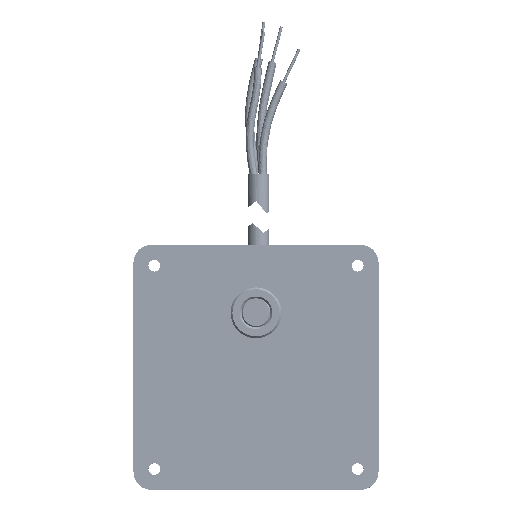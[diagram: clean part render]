
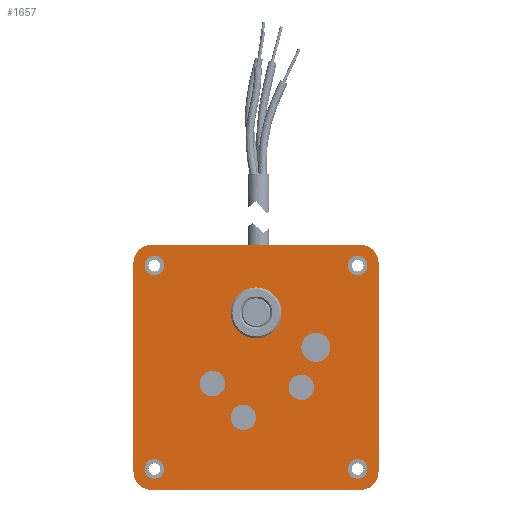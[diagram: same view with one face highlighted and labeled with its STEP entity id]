
A CAD part, top view. The second image highlights one B-rep face of the part: STEP entity #1657.
In plain terms, the highlighted planar face has unit normal (0, 0, 1).
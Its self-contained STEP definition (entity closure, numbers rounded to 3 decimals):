
#1302=CARTESIAN_POINT('',(20.5,5.5,3.));
#1303=VERTEX_POINT('',#1302);
#1304=CARTESIAN_POINT('',(16.5,5.5,3.));
#1305=DIRECTION('',(0.0,0.0,-1.0));
#1306=DIRECTION('',(-1.0,0.0,0.0));
#1307=AXIS2_PLACEMENT_3D('',#1304,#1305,#1306);
#1308=CIRCLE('',#1307,4.0);
#1309=EDGE_CURVE('',#1303,#1303,#1308,.T.);
#1362=CARTESIAN_POINT('',(16.0,-5.5,3.));
#1363=VERTEX_POINT('',#1362);
#1364=CARTESIAN_POINT('',(12.5,-5.5,3.));
#1365=DIRECTION('',(0.0,0.0,-1.0));
#1366=DIRECTION('',(-1.0,0.0,0.0));
#1367=AXIS2_PLACEMENT_3D('',#1364,#1365,#1366);
#1368=CIRCLE('',#1367,3.5);
#1369=EDGE_CURVE('',#1363,#1363,#1368,.T.);
#1422=CARTESIAN_POINT('',(0.0,-13.8,3.));
#1423=VERTEX_POINT('',#1422);
#1424=CARTESIAN_POINT('',(-3.5,-13.8,3.));
#1425=DIRECTION('',(0.0,0.0,-1.0));
#1426=DIRECTION('',(-1.0,0.0,0.0));
#1427=AXIS2_PLACEMENT_3D('',#1424,#1425,#1426);
#1428=CIRCLE('',#1427,3.5);
#1429=EDGE_CURVE('',#1423,#1423,#1428,.T.);
#1482=CARTESIAN_POINT('',(-8.5,-4.5,3.));
#1483=VERTEX_POINT('',#1482);
#1484=CARTESIAN_POINT('',(-12.,-4.5,3.));
#1485=DIRECTION('',(0.0,0.0,-1.0));
#1486=DIRECTION('',(-1.0,0.0,0.0));
#1487=AXIS2_PLACEMENT_3D('',#1484,#1485,#1486);
#1488=CIRCLE('',#1487,3.5);
#1489=EDGE_CURVE('',#1483,#1483,#1488,.T.);
#1506=CARTESIAN_POINT('',(0.,0.,3.));
#1507=DIRECTION('',(0.0,0.0,1.0));
#1508=DIRECTION('',(1.0,0.0,0.0));
#1509=AXIS2_PLACEMENT_3D('',#1506,#1507,#1508);
#1510=PLANE('',#1509);
#1511=CARTESIAN_POINT('',(28.75,33.75,3.));
#1512=VERTEX_POINT('',#1511);
#1513=CARTESIAN_POINT('',(33.75,28.75,3.));
#1514=VERTEX_POINT('',#1513);
#1515=CARTESIAN_POINT('',(28.75,28.75,3.));
#1516=DIRECTION('',(0.0,0.0,-1.0));
#1517=DIRECTION('',(-1.0,0.0,0.0));
#1518=AXIS2_PLACEMENT_3D('',#1515,#1516,#1517);
#1519=CIRCLE('',#1518,5.0);
#1520=EDGE_CURVE('',#1512,#1514,#1519,.T.);
#1521=ORIENTED_EDGE('',*,*,#1520,.F.);
#1522=CARTESIAN_POINT('',(-28.75,33.75,3.));
#1523=VERTEX_POINT('',#1522);
#1524=CARTESIAN_POINT('',(-28.75,33.75,3.));
#1525=DIRECTION('',(1.0,0.0,0.0));
#1526=VECTOR('',#1525,57.5);
#1527=LINE('',#1524,#1526);
#1528=EDGE_CURVE('',#1523,#1512,#1527,.T.);
#1529=ORIENTED_EDGE('',*,*,#1528,.F.);
#1530=CARTESIAN_POINT('',(-33.75,28.75,3.));
#1531=VERTEX_POINT('',#1530);
#1532=CARTESIAN_POINT('',(-28.75,28.75,3.));
#1533=DIRECTION('',(0.0,0.0,-1.0));
#1534=DIRECTION('',(0.0,-1.0,0.0));
#1535=AXIS2_PLACEMENT_3D('',#1532,#1533,#1534);
#1536=CIRCLE('',#1535,5.0);
#1537=EDGE_CURVE('',#1531,#1523,#1536,.T.);
#1538=ORIENTED_EDGE('',*,*,#1537,.F.);
#1539=CARTESIAN_POINT('',(-33.75,-28.75,3.));
#1540=VERTEX_POINT('',#1539);
#1541=CARTESIAN_POINT('',(-33.75,-28.75,3.));
#1542=DIRECTION('',(0.0,1.0,0.0));
#1543=VECTOR('',#1542,57.5);
#1544=LINE('',#1541,#1543);
#1545=EDGE_CURVE('',#1540,#1531,#1544,.T.);
#1546=ORIENTED_EDGE('',*,*,#1545,.F.);
#1547=CARTESIAN_POINT('',(-28.75,-33.75,3.));
#1548=VERTEX_POINT('',#1547);
#1549=CARTESIAN_POINT('',(-28.75,-28.75,3.));
#1550=DIRECTION('',(0.0,0.0,-1.0));
#1551=DIRECTION('',(1.0,0.0,0.0));
#1552=AXIS2_PLACEMENT_3D('',#1549,#1550,#1551);
#1553=CIRCLE('',#1552,5.0);
#1554=EDGE_CURVE('',#1548,#1540,#1553,.T.);
#1555=ORIENTED_EDGE('',*,*,#1554,.F.);
#1556=CARTESIAN_POINT('',(28.75,-33.75,3.));
#1557=VERTEX_POINT('',#1556);
#1558=CARTESIAN_POINT('',(28.75,-33.75,3.));
#1559=DIRECTION('',(-1.0,0.0,0.0));
#1560=VECTOR('',#1559,57.5);
#1561=LINE('',#1558,#1560);
#1562=EDGE_CURVE('',#1557,#1548,#1561,.T.);
#1563=ORIENTED_EDGE('',*,*,#1562,.F.);
#1564=CARTESIAN_POINT('',(33.75,-28.75,3.));
#1565=VERTEX_POINT('',#1564);
#1566=CARTESIAN_POINT('',(28.75,-28.75,3.));
#1567=DIRECTION('',(0.0,0.0,-1.0));
#1568=DIRECTION('',(0.0,1.0,0.0));
#1569=AXIS2_PLACEMENT_3D('',#1566,#1567,#1568);
#1570=CIRCLE('',#1569,5.0);
#1571=EDGE_CURVE('',#1565,#1557,#1570,.T.);
#1572=ORIENTED_EDGE('',*,*,#1571,.F.);
#1573=CARTESIAN_POINT('',(33.75,28.75,3.));
#1574=DIRECTION('',(0.0,-1.0,0.0));
#1575=VECTOR('',#1574,57.5);
#1576=LINE('',#1573,#1575);
#1577=EDGE_CURVE('',#1514,#1565,#1576,.T.);
#1578=ORIENTED_EDGE('',*,*,#1577,.F.);
#1579=EDGE_LOOP('',(#1521,#1529,#1538,#1546,#1555,#1563,#1572,#1578));
#1580=FACE_OUTER_BOUND('',#1579,.T.);
#1581=ORIENTED_EDGE('',*,*,#1309,.T.);
#1582=EDGE_LOOP('',(#1581));
#1583=FACE_BOUND('',#1582,.T.);
#1584=ORIENTED_EDGE('',*,*,#1369,.T.);
#1585=EDGE_LOOP('',(#1584));
#1586=FACE_BOUND('',#1585,.T.);
#1587=ORIENTED_EDGE('',*,*,#1429,.T.);
#1588=EDGE_LOOP('',(#1587));
#1589=FACE_BOUND('',#1588,.T.);
#1590=ORIENTED_EDGE('',*,*,#1489,.T.);
#1591=EDGE_LOOP('',(#1590));
#1592=FACE_BOUND('',#1591,.T.);
#1593=CARTESIAN_POINT('',(6.,14.994,3.));
#1594=VERTEX_POINT('',#1593);
#1595=CARTESIAN_POINT('',(-6.,14.994,3.));
#1596=VERTEX_POINT('',#1595);
#1597=CARTESIAN_POINT('',(0.0,14.988,3.));
#1598=DIRECTION('',(0.0,0.0,-1.0));
#1599=DIRECTION('',(0.0,1.0,0.0));
#1600=AXIS2_PLACEMENT_3D('',#1597,#1598,#1599);
#1601=CIRCLE('',#1600,6.);
#1602=EDGE_CURVE('',#1594,#1596,#1601,.T.);
#1603=ORIENTED_EDGE('',*,*,#1602,.T.);
#1604=CARTESIAN_POINT('',(0.0,15.0,3.));
#1605=DIRECTION('',(0.0,0.0,-1.0));
#1606=DIRECTION('',(-1.0,0.0,0.0));
#1607=AXIS2_PLACEMENT_3D('',#1604,#1605,#1606);
#1608=CIRCLE('',#1607,6.);
#1609=EDGE_CURVE('',#1596,#1594,#1608,.T.);
#1610=ORIENTED_EDGE('',*,*,#1609,.T.);
#1611=EDGE_LOOP('',(#1603,#1610));
#1612=FACE_BOUND('',#1611,.T.);
#1613=CARTESIAN_POINT('',(-30.5,28.,3.));
#1614=VERTEX_POINT('',#1613);
#1615=CARTESIAN_POINT('',(-28.,28.,3.));
#1616=DIRECTION('',(0.0,0.0,-1.0));
#1617=DIRECTION('',(1.0,0.0,0.0));
#1618=AXIS2_PLACEMENT_3D('',#1615,#1616,#1617);
#1619=CIRCLE('',#1618,2.5);
#1620=EDGE_CURVE('',#1614,#1614,#1619,.T.);
#1621=ORIENTED_EDGE('',*,*,#1620,.T.);
#1622=EDGE_LOOP('',(#1621));
#1623=FACE_BOUND('',#1622,.T.);
#1624=CARTESIAN_POINT('',(25.5,28.,3.));
#1625=VERTEX_POINT('',#1624);
#1626=CARTESIAN_POINT('',(28.,28.,3.));
#1627=DIRECTION('',(0.0,0.0,-1.0));
#1628=DIRECTION('',(1.0,0.0,0.0));
#1629=AXIS2_PLACEMENT_3D('',#1626,#1627,#1628);
#1630=CIRCLE('',#1629,2.5);
#1631=EDGE_CURVE('',#1625,#1625,#1630,.T.);
#1632=ORIENTED_EDGE('',*,*,#1631,.T.);
#1633=EDGE_LOOP('',(#1632));
#1634=FACE_BOUND('',#1633,.T.);
#1635=CARTESIAN_POINT('',(-30.5,-28.,3.));
#1636=VERTEX_POINT('',#1635);
#1637=CARTESIAN_POINT('',(-28.,-28.,3.));
#1638=DIRECTION('',(0.0,0.0,-1.0));
#1639=DIRECTION('',(1.0,0.0,0.0));
#1640=AXIS2_PLACEMENT_3D('',#1637,#1638,#1639);
#1641=CIRCLE('',#1640,2.5);
#1642=EDGE_CURVE('',#1636,#1636,#1641,.T.);
#1643=ORIENTED_EDGE('',*,*,#1642,.T.);
#1644=EDGE_LOOP('',(#1643));
#1645=FACE_BOUND('',#1644,.T.);
#1646=CARTESIAN_POINT('',(25.5,-28.,3.));
#1647=VERTEX_POINT('',#1646);
#1648=CARTESIAN_POINT('',(28.,-28.,3.));
#1649=DIRECTION('',(0.0,0.0,-1.0));
#1650=DIRECTION('',(1.0,0.0,0.0));
#1651=AXIS2_PLACEMENT_3D('',#1648,#1649,#1650);
#1652=CIRCLE('',#1651,2.5);
#1653=EDGE_CURVE('',#1647,#1647,#1652,.T.);
#1654=ORIENTED_EDGE('',*,*,#1653,.T.);
#1655=EDGE_LOOP('',(#1654));
#1656=FACE_BOUND('',#1655,.T.);
#1657=ADVANCED_FACE('',(#1580,#1583,#1586,#1589,#1592,#1612,#1623,#1634,#1645,#1656),#1510,.T.);
